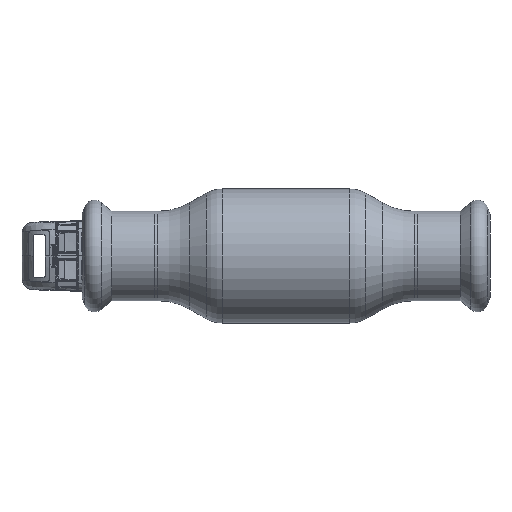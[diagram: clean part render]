
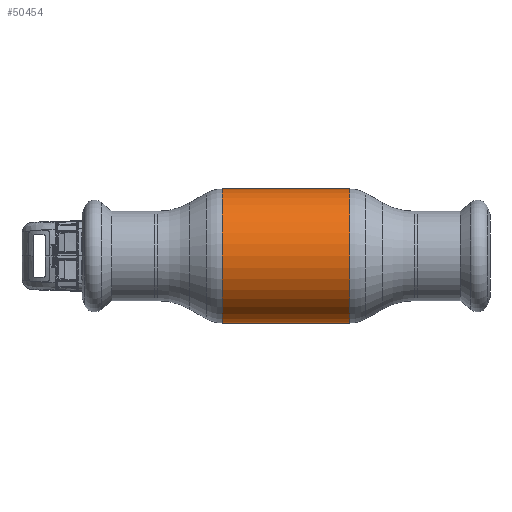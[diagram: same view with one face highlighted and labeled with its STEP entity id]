
A CAD part, front view. The second image highlights one B-rep face of the part: STEP entity #50454.
In plain terms, the highlighted cylindrical face has radius 19 mm (diameter 38 mm), a partial arc.
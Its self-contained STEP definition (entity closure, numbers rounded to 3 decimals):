
#3565 = CARTESIAN_POINT ( 'NONE',  ( -18.088, 0., 19. ) ) ;
#3884 = CIRCLE ( 'NONE', #6499, 19. ) ;
#6499 = AXIS2_PLACEMENT_3D ( 'NONE', #17972, #37710, #27187 ) ;
#7560 = AXIS2_PLACEMENT_3D ( 'NONE', #10148, #59183, #45276 ) ;
#8124 = AXIS2_PLACEMENT_3D ( 'NONE', #54793, #26000, #10640 ) ;
#10035 = FACE_OUTER_BOUND ( 'NONE', #14846, .T. ) ;
#10148 = CARTESIAN_POINT ( 'NONE',  ( -62.69, 0., 0. ) ) ;
#10640 = DIRECTION ( 'NONE',  ( 0., 0., 1. ) ) ;
#10942 = CARTESIAN_POINT ( 'NONE',  ( -62.69, 0., -19. ) ) ;
#12930 = ORIENTED_EDGE ( 'NONE', *, *, #41785, .T. ) ;
#14640 = ORIENTED_EDGE ( 'NONE', *, *, #22057, .T. ) ;
#14846 = EDGE_LOOP ( 'NONE', ( #24790, #14640, #12930, #45161 ) ) ;
#17972 = CARTESIAN_POINT ( 'NONE',  ( -18.088, 0., 0. ) ) ;
#18940 = VECTOR ( 'NONE', #51270, 1000. ) ;
#22057 = EDGE_CURVE ( 'NONE', #24557, #29660, #51858, .T. ) ;
#24557 = VERTEX_POINT ( 'NONE', #45274 ) ;
#24790 = ORIENTED_EDGE ( 'NONE', *, *, #46656, .F. ) ;
#26000 = DIRECTION ( 'NONE',  ( -1., 0., 0. ) ) ;
#27187 = DIRECTION ( 'NONE',  ( 0., 0., 1. ) ) ;
#29660 = VERTEX_POINT ( 'NONE', #31830 ) ;
#30384 = DIRECTION ( 'NONE',  ( -1., 0., 0. ) ) ;
#31027 = CARTESIAN_POINT ( 'NONE',  ( -62.69, 0., 19. ) ) ;
#31830 = CARTESIAN_POINT ( 'NONE',  ( 18.088, 0., 19. ) ) ;
#34001 = VERTEX_POINT ( 'NONE', #3565 ) ;
#35587 = VECTOR ( 'NONE', #30384, 1000. ) ;
#37710 = DIRECTION ( 'NONE',  ( -1., 0., 0. ) ) ;
#39128 = CYLINDRICAL_SURFACE ( 'NONE', #7560, 19. ) ;
#39542 = EDGE_CURVE ( 'NONE', #54591, #34001, #3884, .T. ) ;
#41785 = EDGE_CURVE ( 'NONE', #29660, #34001, #60347, .T. ) ;
#42484 = CARTESIAN_POINT ( 'NONE',  ( -18.088, 0., -19. ) ) ;
#45161 = ORIENTED_EDGE ( 'NONE', *, *, #39542, .F. ) ;
#45274 = CARTESIAN_POINT ( 'NONE',  ( 18.088, 0., -19. ) ) ;
#45276 = DIRECTION ( 'NONE',  ( 0., 0., 1. ) ) ;
#46656 = EDGE_CURVE ( 'NONE', #24557, #54591, #48695, .T. ) ;
#48695 = LINE ( 'NONE', #10942, #35587 ) ;
#50454 = ADVANCED_FACE ( 'NONE', ( #10035 ), #39128, .T. ) ;
#51270 = DIRECTION ( 'NONE',  ( -1., 0., 0. ) ) ;
#51858 = CIRCLE ( 'NONE', #8124, 19. ) ;
#54591 = VERTEX_POINT ( 'NONE', #42484 ) ;
#54793 = CARTESIAN_POINT ( 'NONE',  ( 18.088, 0., 0. ) ) ;
#59183 = DIRECTION ( 'NONE',  ( -1., 0., 0. ) ) ;
#60347 = LINE ( 'NONE', #31027, #18940 ) ;
